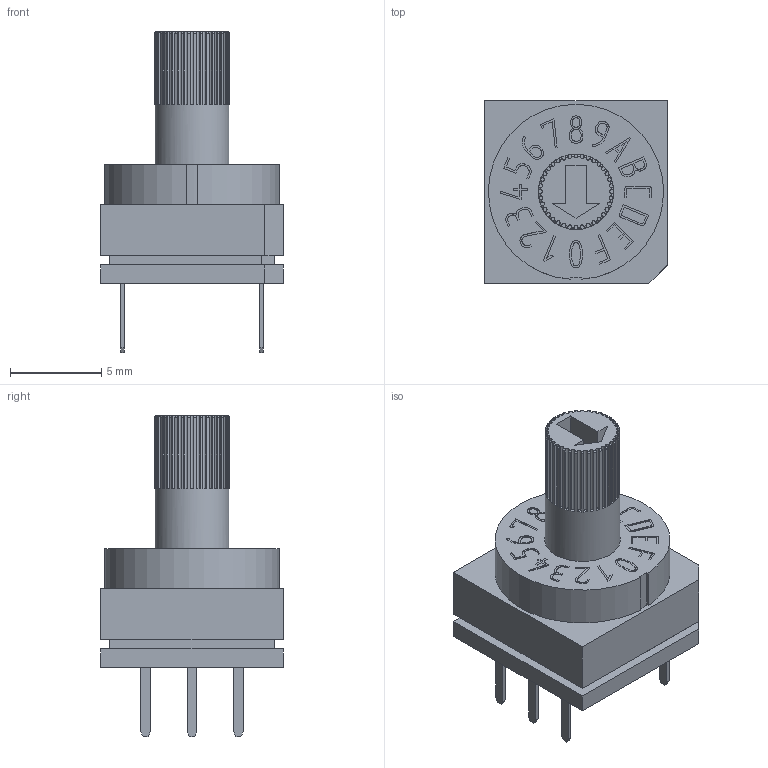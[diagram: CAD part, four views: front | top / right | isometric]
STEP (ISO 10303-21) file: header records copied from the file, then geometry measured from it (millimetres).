
FILE_DESCRIPTION( ( 'Unknown' ), '1' );
FILE_NAME( '42852742091x_16_Pos.stp', 'Unknown', ( 'Unknown' ), ( 'Unknown' ), 'XStep 1.0', 'Unknown', ' ' );
FILE_SCHEMA( ( 'automotive_design' ) );
Length unit declared in the file: millimetre
Products named in the file (1): 1
Bounding box: 10 x 10 x 17.6 mm (x, y, z)
Volume: 666 mm3; surface area: 711.4 mm2
Topology: 1 solids, 1 shells, 412 faces, 1119 edges, 746 vertices
Faces by surface type: plane 294, extrusion 42, cylinder 40, torus 36
Full cylindrical faces by diameter (mm): 4.1 x1, 4.15 x1
Entity records: 17494 total; most frequent: CARTESIAN_POINT 4045, ORIENTED_EDGE 2224, DIRECTION 1897, EDGE_CURVE 1112, VERTEX_POINT 745, VECTOR 637, AXIS2_PLACEMENT_3D 630, LINE 595
